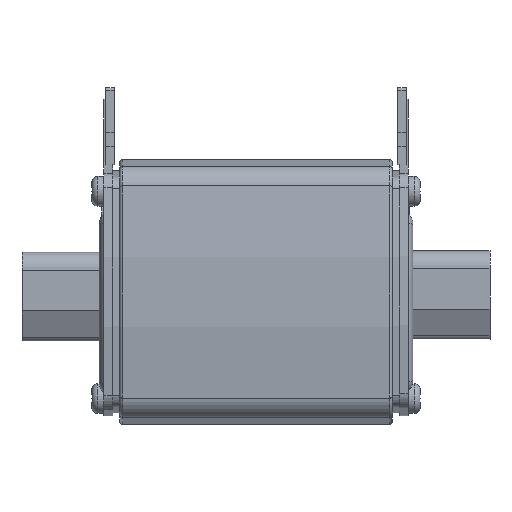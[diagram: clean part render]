
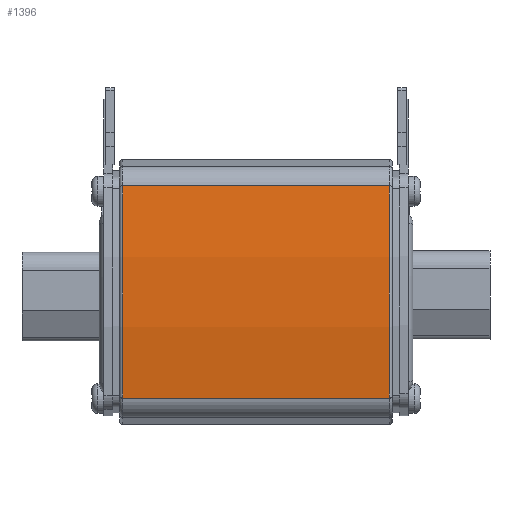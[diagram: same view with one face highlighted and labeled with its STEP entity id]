
A CAD part, front view. The second image highlights one B-rep face of the part: STEP entity #1396.
In plain terms, the highlighted cylindrical face has radius 120 mm (diameter 240 mm), a partial arc.
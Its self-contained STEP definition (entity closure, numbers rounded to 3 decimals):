
#522=CYLINDRICAL_SURFACE('',#10572,120.);
#873=FACE_OUTER_BOUND('',#2616,.T.);
#1396=ADVANCED_FACE('',(#873),#522,.T.);
#2616=EDGE_LOOP('',(#6140,#6141,#6142,#6143));
#3431=LINE('',#30594,#4166);
#3432=LINE('',#30600,#4167);
#4166=VECTOR('',#12839,1.);
#4167=VECTOR('',#12846,1.);
#6140=ORIENTED_EDGE('',*,*,#8984,.T.);
#6141=ORIENTED_EDGE('',*,*,#8986,.T.);
#6142=ORIENTED_EDGE('',*,*,#8987,.F.);
#6143=ORIENTED_EDGE('',*,*,#8988,.T.);
#7765=VERTEX_POINT('',#30593);
#7766=VERTEX_POINT('',#30595);
#7767=VERTEX_POINT('',#30599);
#7768=VERTEX_POINT('',#30601);
#8984=EDGE_CURVE('',#7766,#7765,#3431,.T.);
#8986=EDGE_CURVE('',#7765,#7767,#9751,.T.);
#8987=EDGE_CURVE('',#7768,#7767,#3432,.T.);
#8988=EDGE_CURVE('',#7768,#7766,#9752,.T.);
#9751=CIRCLE('',#10570,120.);
#9752=CIRCLE('',#10571,120.);
#10570=AXIS2_PLACEMENT_3D('',#30598,#12844,#12845);
#10571=AXIS2_PLACEMENT_3D('',#30602,#12847,#12848);
#10572=AXIS2_PLACEMENT_3D('',#30603,#12849,#12850);
#12839=DIRECTION('',(-1.,0.,0.));
#12844=DIRECTION('',(1.,0.,0.));
#12845=DIRECTION('',(0.,-1.,0.));
#12846=DIRECTION('',(-1.,0.,0.));
#12847=DIRECTION('',(-1.,0.,0.));
#12848=DIRECTION('',(0.,-1.,0.));
#12849=DIRECTION('',(-1.,0.,0.));
#12850=DIRECTION('',(0.,1.,0.));
#30593=CARTESIAN_POINT('',(-53.957,-25.867,34.701));
#30594=CARTESIAN_POINT('',(-8.457,-25.867,34.701));
#30595=CARTESIAN_POINT('',(-8.957,-25.867,34.701));
#30598=CARTESIAN_POINT('',(-53.957,92.791,16.8));
#30599=CARTESIAN_POINT('',(-53.957,-25.867,-1.101));
#30600=CARTESIAN_POINT('',(-8.457,-25.867,-1.101));
#30601=CARTESIAN_POINT('',(-8.957,-25.867,-1.101));
#30602=CARTESIAN_POINT('',(-8.957,92.791,16.8));
#30603=CARTESIAN_POINT('',(-8.457,92.791,16.8));
